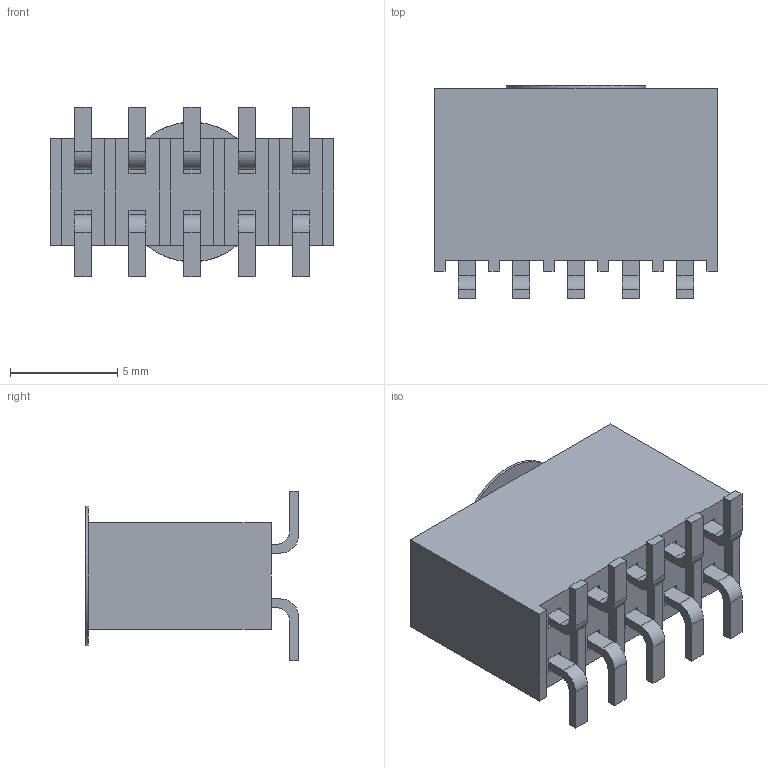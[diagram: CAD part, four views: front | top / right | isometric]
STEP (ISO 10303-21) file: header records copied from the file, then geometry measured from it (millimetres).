
FILE_DESCRIPTION(/* description */ ('STEP AP214'),/* implementation_level */ '2;1');
FILE_NAME(/* name */ 'SSW-105-22-F-D-VS-K',/* time_stamp */ '2025-02-05T17:53:28+01:00',/* author */ ('License CC BY-ND 4.0'),/* organization */ ('CADENAS'),/* preprocessor_version */ 'ST-DEVELOPER v19.3',/* originating_system */ 'PARTsolutions',/* authorisation */ ' ');
FILE_SCHEMA (('AUTOMOTIVE_DESIGN {1 0 10303 214 3 1 1}'));
Length unit declared in the file: inch
Products named in the file (3): SSW-105-22-F-D-VS-K; T1SSW-105-22-F-D-VS-K; P2SSW-105-22-F-D-VS
Assembly tree (2 placements, depth 2):
  SSW-105-22-F-D-VS-K
    T1SSW-105-22-F-D-VS-K
    P2SSW-105-22-F-D-VS
Bounding box: 13.21 x 9.91 x 7.87 mm (x, y, z)
Volume: 505.4 mm3; surface area: 905.6 mm2
Topology: 2 solids, 2 shells, 173 faces, 471 edges, 310 vertices
Faces by surface type: plane 152, cylinder 21
Full cylindrical faces by diameter (mm): 6.502 x1
Entity records: 6011 total; most frequent: CARTESIAN_POINT 954, ORIENTED_EDGE 938, DIRECTION 874, EDGE_CURVE 469, LINE 416, VECTOR 416, VERTEX_POINT 309, AXIS2_PLACEMENT_3D 229
